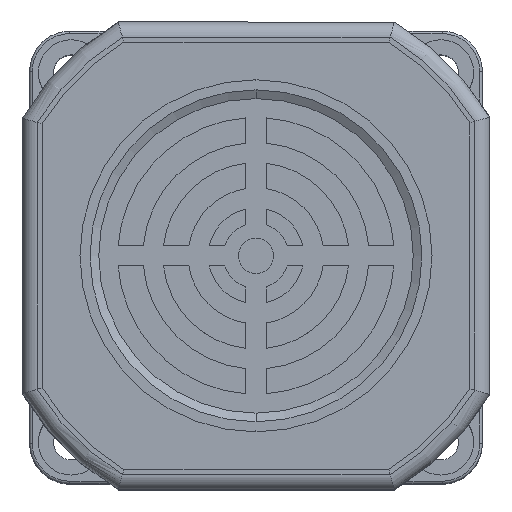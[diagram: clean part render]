
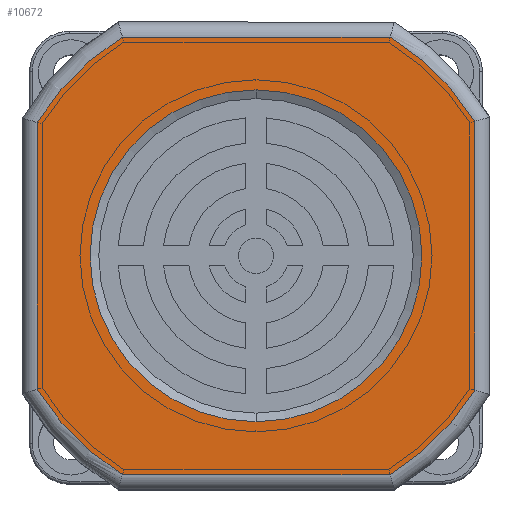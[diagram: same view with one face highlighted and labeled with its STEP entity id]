
A CAD part, top view. The second image highlights one B-rep face of the part: STEP entity #10672.
In plain terms, the highlighted face is planar.
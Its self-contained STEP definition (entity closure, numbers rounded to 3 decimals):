
#264 = FACE_OUTER_BOUND ( 'NONE', #15888, .T. ) ;
#408 = EDGE_CURVE ( 'NONE', #9809, #6510, #6378, .T. ) ;
#606 = CARTESIAN_POINT ( 'NONE',  ( 0.05, 0., 0. ) ) ;
#946 = EDGE_CURVE ( 'NONE', #16740, #9809, #11184, .T. ) ;
#1168 = DIRECTION ( 'NONE',  ( 0., 0., -1. ) ) ;
#1294 = FACE_BOUND ( 'NONE', #5246, .T. ) ;
#1701 = CARTESIAN_POINT ( 'NONE',  ( 26.673, 0., 43.5 ) ) ;
#2234 = ORIENTED_EDGE ( 'NONE', *, *, #11457, .T. ) ;
#2279 = DIRECTION ( 'NONE',  ( 0., 0., 1. ) ) ;
#2512 = VECTOR ( 'NONE', #20200, 1000. ) ;
#2603 = VERTEX_POINT ( 'NONE', #16043 ) ;
#2933 = DIRECTION ( 'NONE',  ( 0., -1., 0. ) ) ;
#3200 = VERTEX_POINT ( 'NONE', #20471 ) ;
#3473 = CARTESIAN_POINT ( 'NONE',  ( 0.05, 0., -43.5 ) ) ;
#3878 = CARTESIAN_POINT ( 'NONE',  ( -43.5, 0., 26.54 ) ) ;
#4238 = CARTESIAN_POINT ( 'NONE',  ( 0.05, 0., 0. ) ) ;
#4276 = CARTESIAN_POINT ( 'NONE',  ( -43.5, 0., -26.54 ) ) ;
#4317 = CARTESIAN_POINT ( 'NONE',  ( 0.05, 0., 0. ) ) ;
#4915 = EDGE_CURVE ( 'NONE', #18814, #14665, #16824, .T. ) ;
#4946 = AXIS2_PLACEMENT_3D ( 'NONE', #4317, #15805, #5957 ) ;
#5107 = DIRECTION ( 'NONE',  ( 0., -1., 0. ) ) ;
#5246 = EDGE_LOOP ( 'NONE', ( #17927, #16798 ) ) ;
#5794 = AXIS2_PLACEMENT_3D ( 'NONE', #12764, #2933, #14425 ) ;
#5957 = DIRECTION ( 'NONE',  ( 0., 0., 1. ) ) ;
#5992 = AXIS2_PLACEMENT_3D ( 'NONE', #606, #12097, #2279 ) ;
#6378 = CIRCLE ( 'NONE', #4946, 51. ) ;
#6510 = VERTEX_POINT ( 'NONE', #3878 ) ;
#7118 = ORIENTED_EDGE ( 'NONE', *, *, #9819, .T. ) ;
#7811 = CARTESIAN_POINT ( 'NONE',  ( -26.572, 0., 43.5 ) ) ;
#7960 = CARTESIAN_POINT ( 'NONE',  ( 43.5, 0., 0. ) ) ;
#8184 = AXIS2_PLACEMENT_3D ( 'NONE', #8932, #20515, #10580 ) ;
#8338 = CIRCLE ( 'NONE', #8184, 51. ) ;
#8932 = CARTESIAN_POINT ( 'NONE',  ( 0.05, 0., 0. ) ) ;
#9169 = PLANE ( 'NONE',  #21126 ) ;
#9589 = DIRECTION ( 'NONE',  ( 0., 0., 1. ) ) ;
#9619 = LINE ( 'NONE', #17385, #14020 ) ;
#9707 = ORIENTED_EDGE ( 'NONE', *, *, #946, .T. ) ;
#9809 = VERTEX_POINT ( 'NONE', #7811 ) ;
#9819 = EDGE_CURVE ( 'NONE', #21269, #18814, #21171, .T. ) ;
#10580 = DIRECTION ( 'NONE',  ( 0., 0., 1. ) ) ;
#10672 = ADVANCED_FACE ( 'NONE', ( #264, #1294 ), #9169, .F. ) ;
#10771 = VECTOR ( 'NONE', #14969, 1000. ) ;
#10797 = DIRECTION ( 'NONE',  ( 0., 0., 1. ) ) ;
#10813 = ORIENTED_EDGE ( 'NONE', *, *, #4915, .T. ) ;
#10977 = DIRECTION ( 'NONE',  ( 0., -1., 0. ) ) ;
#11184 = LINE ( 'NONE', #18517, #2512 ) ;
#11225 = EDGE_CURVE ( 'NONE', #2603, #21047, #18810, .T. ) ;
#11250 = CIRCLE ( 'NONE', #14628, 33. ) ;
#11457 = EDGE_CURVE ( 'NONE', #3200, #21269, #19579, .T. ) ;
#11983 = EDGE_CURVE ( 'NONE', #21047, #2603, #11250, .T. ) ;
#12097 = DIRECTION ( 'NONE',  ( 0., -1., 0. ) ) ;
#12412 = VECTOR ( 'NONE', #9589, 1000. ) ;
#12470 = ORIENTED_EDGE ( 'NONE', *, *, #408, .T. ) ;
#12764 = CARTESIAN_POINT ( 'NONE',  ( 0.05, 0., 0. ) ) ;
#13741 = CIRCLE ( 'NONE', #5992, 51. ) ;
#14020 = VECTOR ( 'NONE', #20719, 1000. ) ;
#14425 = DIRECTION ( 'NONE',  ( 0., 0., 1. ) ) ;
#14628 = AXIS2_PLACEMENT_3D ( 'NONE', #14945, #5107, #16626 ) ;
#14636 = VERTEX_POINT ( 'NONE', #4276 ) ;
#14665 = VERTEX_POINT ( 'NONE', #20912 ) ;
#14751 = ORIENTED_EDGE ( 'NONE', *, *, #16995, .T. ) ;
#14945 = CARTESIAN_POINT ( 'NONE',  ( 0., 0., 0. ) ) ;
#14969 = DIRECTION ( 'NONE',  ( 1., 0., 0. ) ) ;
#15352 = EDGE_CURVE ( 'NONE', #14636, #3200, #13741, .T. ) ;
#15415 = EDGE_CURVE ( 'NONE', #14665, #16740, #8338, .T. ) ;
#15805 = DIRECTION ( 'NONE',  ( 0., -1., 0. ) ) ;
#15888 = EDGE_LOOP ( 'NONE', ( #14751, #18373, #2234, #7118, #10813, #19578, #9707, #12470 ) ) ;
#16043 = CARTESIAN_POINT ( 'NONE',  ( 0., 0., 33. ) ) ;
#16626 = DIRECTION ( 'NONE',  ( 0., 0., -1. ) ) ;
#16740 = VERTEX_POINT ( 'NONE', #1701 ) ;
#16798 = ORIENTED_EDGE ( 'NONE', *, *, #11225, .F. ) ;
#16824 = LINE ( 'NONE', #7960, #12412 ) ;
#16995 = EDGE_CURVE ( 'NONE', #6510, #14636, #9619, .T. ) ;
#17385 = CARTESIAN_POINT ( 'NONE',  ( -43.5, 0., 0. ) ) ;
#17747 = CARTESIAN_POINT ( 'NONE',  ( 43.5, 0., -26.705 ) ) ;
#17927 = ORIENTED_EDGE ( 'NONE', *, *, #11983, .F. ) ;
#18373 = ORIENTED_EDGE ( 'NONE', *, *, #15352, .T. ) ;
#18517 = CARTESIAN_POINT ( 'NONE',  ( 0.05, 0., 43.5 ) ) ;
#18651 = CARTESIAN_POINT ( 'NONE',  ( 26.673, 0., -43.5 ) ) ;
#18810 = CIRCLE ( 'NONE', #19186, 33. ) ;
#18814 = VERTEX_POINT ( 'NONE', #17747 ) ;
#19186 = AXIS2_PLACEMENT_3D ( 'NONE', #20919, #10977, #1168 ) ;
#19578 = ORIENTED_EDGE ( 'NONE', *, *, #15415, .T. ) ;
#19579 = LINE ( 'NONE', #3473, #10771 ) ;
#20200 = DIRECTION ( 'NONE',  ( -1., 0., 0. ) ) ;
#20471 = CARTESIAN_POINT ( 'NONE',  ( -26.572, 0., -43.5 ) ) ;
#20515 = DIRECTION ( 'NONE',  ( 0., -1., 0. ) ) ;
#20719 = DIRECTION ( 'NONE',  ( 0., 0., -1. ) ) ;
#20744 = DIRECTION ( 'NONE',  ( 0., 1., 0. ) ) ;
#20912 = CARTESIAN_POINT ( 'NONE',  ( 43.5, 0., 26.705 ) ) ;
#20919 = CARTESIAN_POINT ( 'NONE',  ( 0., 0., 0. ) ) ;
#21047 = VERTEX_POINT ( 'NONE', #21209 ) ;
#21126 = AXIS2_PLACEMENT_3D ( 'NONE', #4238, #20744, #10797 ) ;
#21171 = CIRCLE ( 'NONE', #5794, 51. ) ;
#21209 = CARTESIAN_POINT ( 'NONE',  ( 0., 0., -33. ) ) ;
#21269 = VERTEX_POINT ( 'NONE', #18651 ) ;
